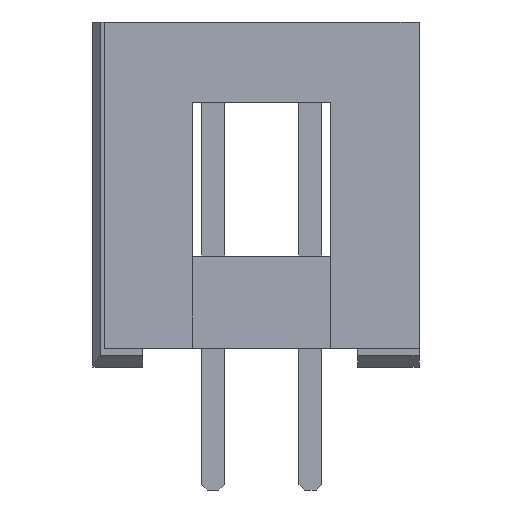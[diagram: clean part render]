
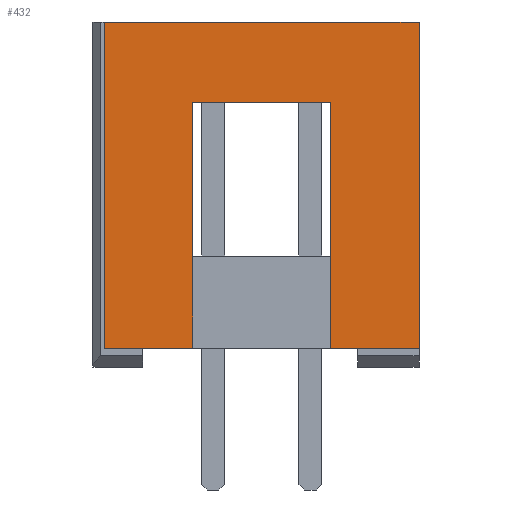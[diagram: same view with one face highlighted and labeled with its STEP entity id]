
A CAD part, left-side view. The second image highlights one B-rep face of the part: STEP entity #432.
In plain terms, the highlighted planar face has unit normal (-1, 0, 0).
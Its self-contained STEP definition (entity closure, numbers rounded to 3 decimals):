
#65=CARTESIAN_POINT('',(-16.35,4.1,-2.4));
#66=VERTEX_POINT('',#65);
#67=CARTESIAN_POINT('',(-16.35,4.1,6.1));
#68=VERTEX_POINT('',#67);
#69=CARTESIAN_POINT('',(-16.35,4.1,-2.4));
#70=DIRECTION('',(0.,0.,1.));
#71=VECTOR('',#70,8.5);
#72=LINE('',#69,#71);
#73=EDGE_CURVE('',#66,#68,#72,.T.);
#370=CARTESIAN_POINT('',(-16.35,0.,1.85));
#371=DIRECTION('',(0.,-1.,0.));
#372=DIRECTION('',(-1.,0.,0.));
#373=AXIS2_PLACEMENT_3D('',#370,#372,#371);
#374=PLANE('',#373);
#375=ORIENTED_EDGE('',*,*,#73,.F.);
#376=CARTESIAN_POINT('',(-16.35,1.8,-2.4));
#377=VERTEX_POINT('',#376);
#378=CARTESIAN_POINT('',(-16.35,4.1,-2.4));
#379=DIRECTION('',(0.,-1.,0.));
#380=VECTOR('',#379,2.3);
#381=LINE('',#378,#380);
#382=EDGE_CURVE('',#66,#377,#381,.T.);
#383=ORIENTED_EDGE('',*,*,#382,.T.);
#384=CARTESIAN_POINT('',(-16.35,1.8,4.));
#385=VERTEX_POINT('',#384);
#386=CARTESIAN_POINT('',(-16.35,1.8,-2.4));
#387=DIRECTION('',(0.,0.,1.));
#388=VECTOR('',#387,6.4);
#389=LINE('',#386,#388);
#390=EDGE_CURVE('',#377,#385,#389,.T.);
#391=ORIENTED_EDGE('',*,*,#390,.T.);
#392=CARTESIAN_POINT('',(-16.35,-1.8,4.));
#393=VERTEX_POINT('',#392);
#394=CARTESIAN_POINT('',(-16.35,1.8,4.));
#395=DIRECTION('',(0.,-1.,0.));
#396=VECTOR('',#395,3.6);
#397=LINE('',#394,#396);
#398=EDGE_CURVE('',#385,#393,#397,.T.);
#399=ORIENTED_EDGE('',*,*,#398,.T.);
#400=CARTESIAN_POINT('',(-16.35,-1.8,-2.4));
#401=VERTEX_POINT('',#400);
#402=CARTESIAN_POINT('',(-16.35,-1.8,4.));
#403=DIRECTION('',(0.,0.,-1.));
#404=VECTOR('',#403,6.4);
#405=LINE('',#402,#404);
#406=EDGE_CURVE('',#393,#401,#405,.T.);
#407=ORIENTED_EDGE('',*,*,#406,.T.);
#408=CARTESIAN_POINT('',(-16.35,-4.1,-2.4));
#409=VERTEX_POINT('',#408);
#410=CARTESIAN_POINT('',(-16.35,-1.8,-2.4));
#411=DIRECTION('',(0.,-1.,0.));
#412=VECTOR('',#411,2.3);
#413=LINE('',#410,#412);
#414=EDGE_CURVE('',#401,#409,#413,.T.);
#415=ORIENTED_EDGE('',*,*,#414,.T.);
#416=CARTESIAN_POINT('',(-16.35,-4.1,6.1));
#417=VERTEX_POINT('',#416);
#418=CARTESIAN_POINT('',(-16.35,-4.1,-2.4));
#419=DIRECTION('',(0.,0.,1.));
#420=VECTOR('',#419,8.5);
#421=LINE('',#418,#420);
#422=EDGE_CURVE('',#409,#417,#421,.T.);
#423=ORIENTED_EDGE('',*,*,#422,.T.);
#424=CARTESIAN_POINT('',(-16.35,-4.1,6.1));
#425=DIRECTION('',(0.,1.,0.));
#426=VECTOR('',#425,8.2);
#427=LINE('',#424,#426);
#428=EDGE_CURVE('',#417,#68,#427,.T.);
#429=ORIENTED_EDGE('',*,*,#428,.T.);
#430=EDGE_LOOP('',(#375,#383,#391,#399,#407,#415,#423,#429));
#431=FACE_OUTER_BOUND('',#430,.T.);
#432=ADVANCED_FACE('',(#431),#374,.T.);
